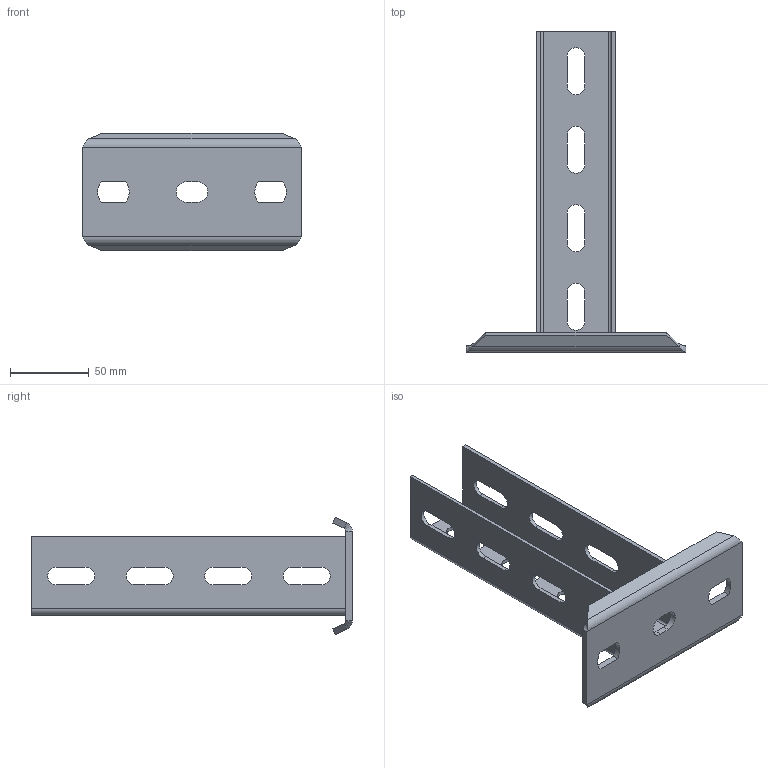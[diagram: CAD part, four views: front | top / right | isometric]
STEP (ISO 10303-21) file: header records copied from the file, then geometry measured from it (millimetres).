
FILE_DESCRIPTION((''),'2;1');
FILE_NAME('6341535_ASM','2012-07-24T',('AndreasKeweloh'),(''),'PRO/ENGINEER BY PARAMETRIC TECHNOLOGY CORPORATION, 2012130','PRO/ENGINEER BY PARAMETRIC TECHNOLOGY CORPORATION, 2012130','');
FILE_SCHEMA(('CONFIG_CONTROL_DESIGN'));
Length unit declared in the file: millimetre
Products named in the file (3): KOPFPLATTE_US5K; 6340903; 6341535_ASM
Assembly tree (2 placements, depth 2):
  6341535_ASM
    KOPFPLATTE_US5K
    6340903
Bounding box: 140 x 204 x 74.73 mm (x, y, z)
Volume: 104193.3 mm3; surface area: 77002.4 mm2
Topology: 2 solids, 2 shells, 96 faces, 260 edges, 168 vertices
Faces by surface type: plane 54, cylinder 38, bspline 4
Entity records: 3274 total; most frequent: CARTESIAN_POINT 679, ORIENTED_EDGE 520, DIRECTION 514, EDGE_CURVE 260, VECTOR 184, LINE 184, VERTEX_POINT 168, AXIS2_PLACEMENT_3D 165
